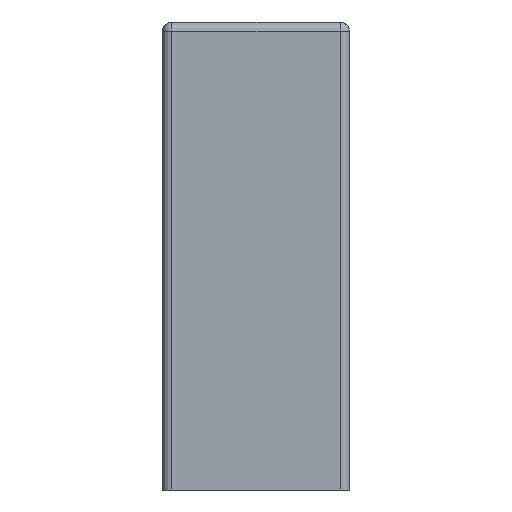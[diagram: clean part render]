
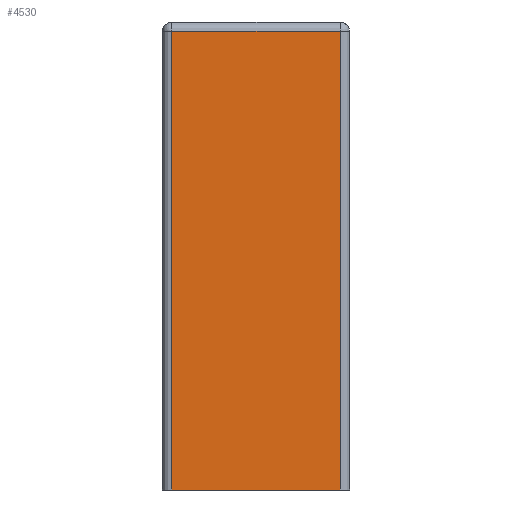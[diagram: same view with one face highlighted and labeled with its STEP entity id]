
A CAD part, left-side view. The second image highlights one B-rep face of the part: STEP entity #4530.
In plain terms, the highlighted planar face has unit normal (-1, 0, 0).
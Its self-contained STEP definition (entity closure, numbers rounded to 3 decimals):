
#770=CARTESIAN_POINT('',(25.,9.5,0.));
#780=VERTEX_POINT('',#770);
#810=CARTESIAN_POINT('',(25.,10.,0.));
#820=DIRECTION('',(0.,-1.,0.));
#830=VECTOR('',#820,1.);
#840=LINE('',#810,#830);
#850=CARTESIAN_POINT('',(25.,0.5,0.));
#860=VERTEX_POINT('',#850);
#870=EDGE_CURVE('',#780,#860,#840,.T.);
#1990=CARTESIAN_POINT('',(25.,0.5,24.5));
#2000=VERTEX_POINT('',#1990);
#2180=CARTESIAN_POINT('',(25.,0.,24.5));
#2190=DIRECTION('',(0.,-1.,0.));
#2200=VECTOR('',#2190,1.);
#2210=LINE('',#2180,#2200);
#2220=CARTESIAN_POINT('',(25.,9.5,24.5));
#2230=VERTEX_POINT('',#2220);
#2240=EDGE_CURVE('',#2230,#2000,#2210,.T.);
#4320=CARTESIAN_POINT('',(25.,0.,0.));
#4330=DIRECTION('',(-1.,0.,0.));
#4340=DIRECTION('',(0.,1.,0.));
#4350=AXIS2_PLACEMENT_3D('',#4320,#4330,#4340);
#4360=PLANE('',#4350);
#4370=CARTESIAN_POINT('',(25.,9.5,0.));
#4380=DIRECTION('',(0.,0.,1.));
#4390=VECTOR('',#4380,1.);
#4400=LINE('',#4370,#4390);
#4410=EDGE_CURVE('',#780,#2230,#4400,.T.);
#4420=ORIENTED_EDGE('',*,*,#4410,.F.);
#4430=ORIENTED_EDGE('',*,*,#2240,.F.);
#4440=CARTESIAN_POINT('',(25.,0.5,0.));
#4450=DIRECTION('',(0.,0.,-1.));
#4460=VECTOR('',#4450,1.);
#4470=LINE('',#4440,#4460);
#4480=EDGE_CURVE('',#2000,#860,#4470,.T.);
#4490=ORIENTED_EDGE('',*,*,#4480,.F.);
#4500=ORIENTED_EDGE('',*,*,#870,.T.);
#4510=EDGE_LOOP('',(#4500,#4490,#4430,#4420));
#4520=FACE_OUTER_BOUND('',#4510,.T.);
#4530=ADVANCED_FACE('',(#4520),#4360,.T.);
